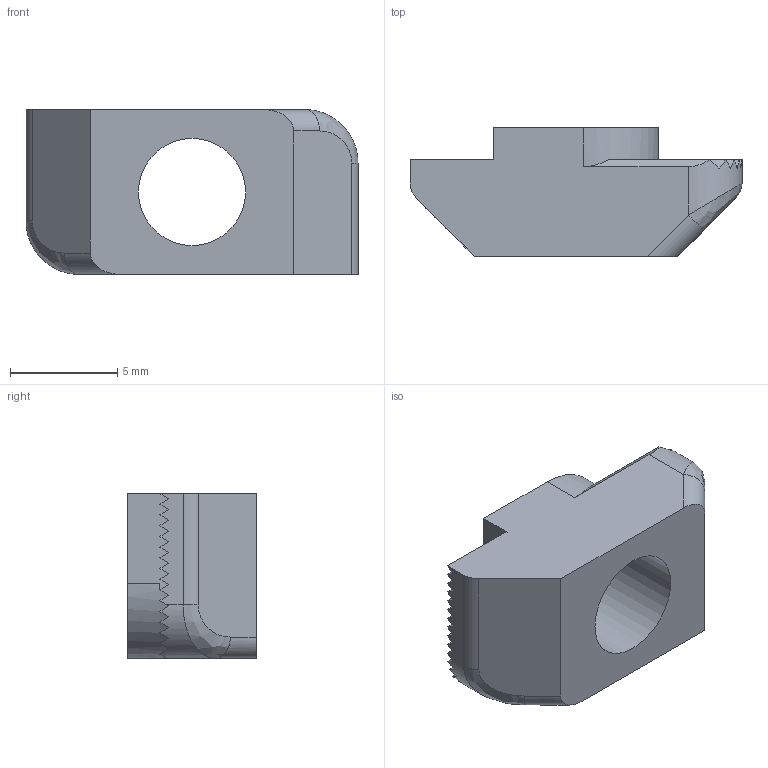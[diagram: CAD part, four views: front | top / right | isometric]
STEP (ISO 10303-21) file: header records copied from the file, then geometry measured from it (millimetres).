
FILE_DESCRIPTION(/* description */ ('Translator using VaultInventorServer'),/* implementation_level */ '2;1');
FILE_NAME(/* name */ 'CDDCU0000029_A.stp',/* time_stamp */ '2023-09-08T13:36:19+02:00',/* author */ ('fzagni'),/* organization */ (''),/* preprocessor_version */ 'ST-DEVELOPER v18.1',/* originating_system */ 'Autodesk Inventor 2022',/* authorisation */ '');
FILE_SCHEMA (('AUTOMOTIVE_DESIGN { 1 0 10303 214 3 1 1 }'));
Length unit declared in the file: millimetre
Products named in the file (1): CDDCU0000029
Bounding box: 15.5 x 6 x 7.7 mm (x, y, z)
Volume: 411.5 mm3; surface area: 539.5 mm2
Topology: 1 solids, 1 shells, 85 faces, 243 edges, 160 vertices
Faces by surface type: plane 74, cylinder 9, bspline 2
Full cylindrical faces by diameter (mm): 5 x1
Entity records: 2900 total; most frequent: CARTESIAN_POINT 589, ORIENTED_EDGE 486, DIRECTION 469, EDGE_CURVE 243, LINE 177, VECTOR 177, VERTEX_POINT 160, AXIS2_PLACEMENT_3D 146
